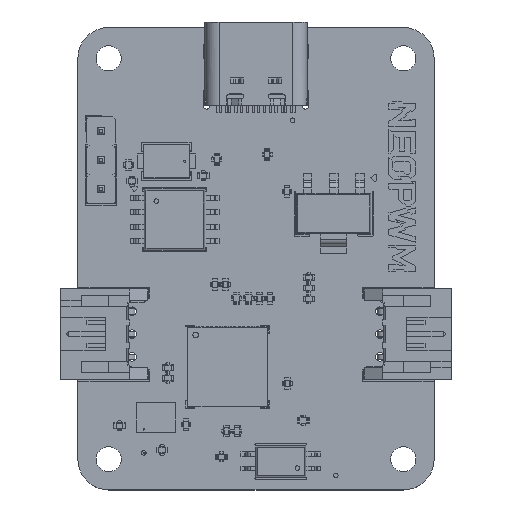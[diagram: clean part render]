
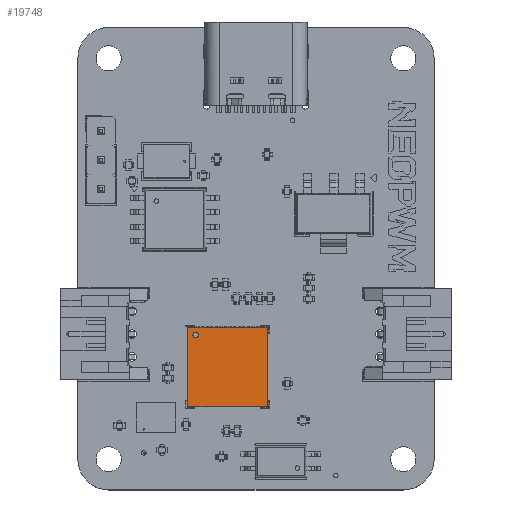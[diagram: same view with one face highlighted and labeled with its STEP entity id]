
A CAD part, top view. The second image highlights one B-rep face of the part: STEP entity #19748.
In plain terms, the highlighted planar face has unit normal (0, 0, 1).
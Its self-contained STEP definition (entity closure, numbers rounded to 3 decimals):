
#12860 = EDGE_CURVE('',#12861,#12863,#12865,.T.);
#12861 = VERTEX_POINT('',#12862);
#12862 = CARTESIAN_POINT('',(-3.49,3.49,0.92));
#12863 = VERTEX_POINT('',#12864);
#12864 = CARTESIAN_POINT('',(3.49,3.49,0.92));
#12865 = LINE('',#12866,#12867);
#12866 = CARTESIAN_POINT('',(-3.49,3.49,0.92));
#12867 = VECTOR('',#12868,1.);
#12868 = DIRECTION('',(1.,0.,0.));
#13213 = EDGE_CURVE('',#12861,#13214,#13216,.T.);
#13214 = VERTEX_POINT('',#13215);
#13215 = CARTESIAN_POINT('',(-3.49,-3.49,0.92));
#13216 = LINE('',#13217,#13218);
#13217 = CARTESIAN_POINT('',(-3.49,3.49,0.92));
#13218 = VECTOR('',#13219,1.);
#13219 = DIRECTION('',(0.,-1.,0.));
#16205 = EDGE_CURVE('',#12863,#16206,#16208,.T.);
#16206 = VERTEX_POINT('',#16207);
#16207 = CARTESIAN_POINT('',(3.49,-3.49,0.92));
#16208 = LINE('',#16209,#16210);
#16209 = CARTESIAN_POINT('',(3.49,3.49,0.92));
#16210 = VECTOR('',#16211,1.);
#16211 = DIRECTION('',(0.,-1.,0.));
#16549 = EDGE_CURVE('',#13214,#16206,#16550,.T.);
#16550 = LINE('',#16551,#16552);
#16551 = CARTESIAN_POINT('',(-3.49,-3.49,0.92));
#16552 = VECTOR('',#16553,1.);
#16553 = DIRECTION('',(1.,0.,0.));
#19748 = ADVANCED_FACE('',(#19749,#19755),#19766,.T.);
#19749 = FACE_BOUND('',#19750,.T.);
#19750 = EDGE_LOOP('',(#19751,#19752,#19753,#19754));
#19751 = ORIENTED_EDGE('',*,*,#12860,.F.);
#19752 = ORIENTED_EDGE('',*,*,#13213,.T.);
#19753 = ORIENTED_EDGE('',*,*,#16549,.T.);
#19754 = ORIENTED_EDGE('',*,*,#16205,.F.);
#19755 = FACE_BOUND('',#19756,.T.);
#19756 = EDGE_LOOP('',(#19757));
#19757 = ORIENTED_EDGE('',*,*,#19758,.T.);
#19758 = EDGE_CURVE('',#19759,#19759,#19761,.T.);
#19759 = VERTEX_POINT('',#19760);
#19760 = CARTESIAN_POINT('',(-2.8,2.55,0.92));
#19761 = CIRCLE('',#19762,0.25);
#19762 = AXIS2_PLACEMENT_3D('',#19763,#19764,#19765);
#19763 = CARTESIAN_POINT('',(-2.8,2.8,0.92));
#19764 = DIRECTION('',(-0.,0.,-1.));
#19765 = DIRECTION('',(0.,-1.,0.));
#19766 = PLANE('',#19767);
#19767 = AXIS2_PLACEMENT_3D('',#19768,#19769,#19770);
#19768 = CARTESIAN_POINT('',(-3.49,3.49,0.92));
#19769 = DIRECTION('',(0.,0.,1.));
#19770 = DIRECTION('',(0.,-1.,0.));
